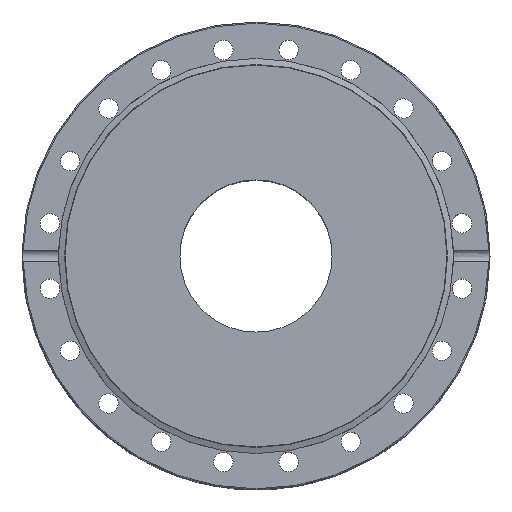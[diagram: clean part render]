
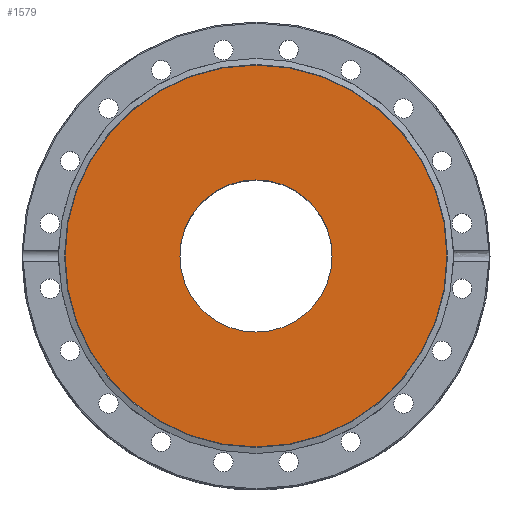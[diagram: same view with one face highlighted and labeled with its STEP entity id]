
A CAD part, top view. The second image highlights one B-rep face of the part: STEP entity #1579.
In plain terms, the highlighted planar face has unit normal (0, 0, 1).
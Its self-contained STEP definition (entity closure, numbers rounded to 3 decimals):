
#202=CARTESIAN_POINT('',(33.0,0.,20.8));
#203=VERTEX_POINT('',#202);
#204=CARTESIAN_POINT('',(0.0,0.0,20.8));
#205=DIRECTION('',(0.0,0.0,-1.0));
#206=DIRECTION('',(-1.0,0.0,0.0));
#207=AXIS2_PLACEMENT_3D('',#204,#205,#206);
#208=CIRCLE('',#207,33.0);
#209=EDGE_CURVE('',#203,#203,#208,.T.);
#1553=CARTESIAN_POINT('',(0.0,-82.832,20.8));
#1554=VERTEX_POINT('',#1553);
#1555=CARTESIAN_POINT('',(0.0,0.,20.8));
#1556=DIRECTION('',(0.0,0.0,-1.0));
#1557=DIRECTION('',(0.0,-1.0,0.0));
#1558=AXIS2_PLACEMENT_3D('',#1555,#1556,#1557);
#1559=CIRCLE('',#1558,82.832);
#1560=EDGE_CURVE('',#1554,#1554,#1559,.T.);
#1568=CARTESIAN_POINT('',(0.0,-41.416,20.8));
#1569=DIRECTION('',(0.0,0.0,-1.0));
#1570=DIRECTION('',(-1.0,0.0,0.0));
#1571=AXIS2_PLACEMENT_3D('',#1568,#1569,#1570);
#1572=PLANE('',#1571);
#1573=ORIENTED_EDGE('',*,*,#1560,.F.);
#1574=EDGE_LOOP('',(#1573));
#1575=FACE_OUTER_BOUND('',#1574,.T.);
#1576=ORIENTED_EDGE('',*,*,#209,.T.);
#1577=EDGE_LOOP('',(#1576));
#1578=FACE_BOUND('',#1577,.T.);
#1579=ADVANCED_FACE('',(#1575,#1578),#1572,.F.);
